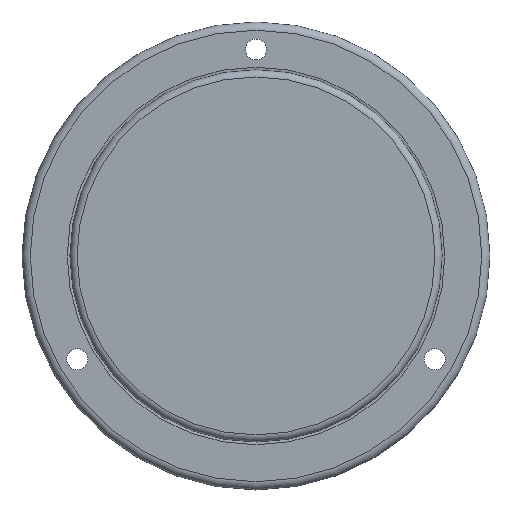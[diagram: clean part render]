
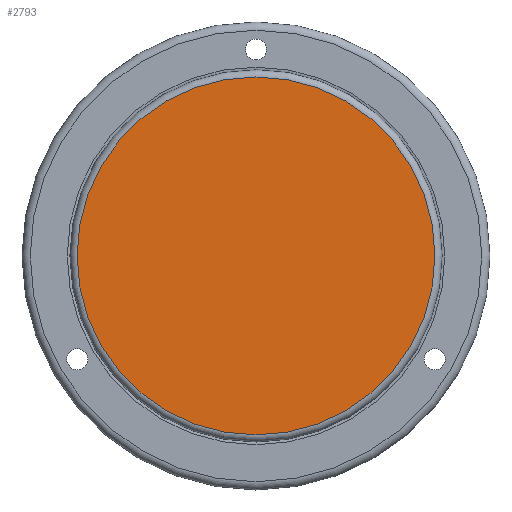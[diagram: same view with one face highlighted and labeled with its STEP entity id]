
A CAD part, top view. The second image highlights one B-rep face of the part: STEP entity #2793.
In plain terms, the highlighted planar face has unit normal (0, 0, 1).
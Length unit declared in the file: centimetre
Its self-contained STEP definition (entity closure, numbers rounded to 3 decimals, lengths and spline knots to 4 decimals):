
#546=FACE_OUTER_BOUND('',#717,.T.);
#717=EDGE_LOOP('',(#1784));
#939=CIRCLE('',#2967,3.25);
#1114=VERTEX_POINT('',#4094);
#1380=EDGE_CURVE('',#1114,#1114,#939,.T.);
#1784=ORIENTED_EDGE('',*,*,#1380,.F.);
#2592=PLANE('',#2966);
#2793=ADVANCED_FACE('',(#546),#2592,.F.);
#2966=AXIS2_PLACEMENT_3D('',#4093,#3306,#3307);
#2967=AXIS2_PLACEMENT_3D('',#4095,#3308,#3309);
#3306=DIRECTION('center_axis',(0.,0.,-1.));
#3307=DIRECTION('ref_axis',(-1.,0.,0.));
#3308=DIRECTION('center_axis',(0.,0.,-1.));
#3309=DIRECTION('ref_axis',(1.,0.,0.));
#4093=CARTESIAN_POINT('Origin',(0.,2.1,1.27));
#4094=CARTESIAN_POINT('',(3.25,2.1,1.27));
#4095=CARTESIAN_POINT('Origin',(0.,2.1,1.27));
